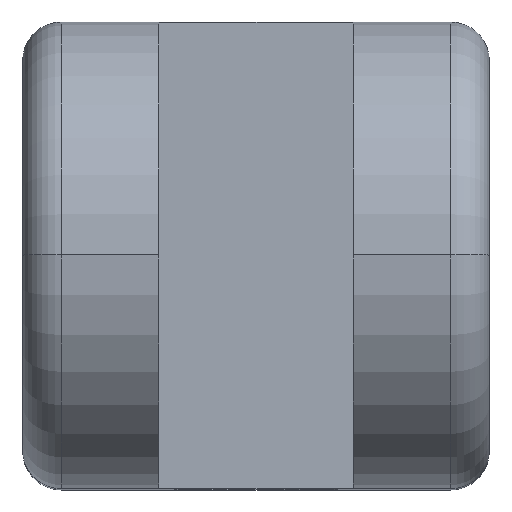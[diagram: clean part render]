
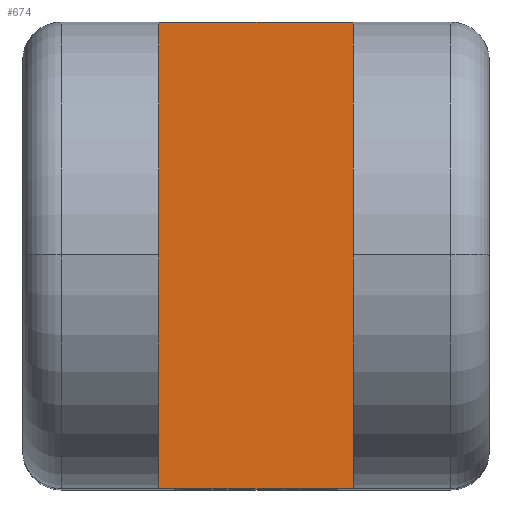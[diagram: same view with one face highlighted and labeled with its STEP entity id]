
A CAD part, top view. The second image highlights one B-rep face of the part: STEP entity #674.
In plain terms, the highlighted planar face has unit normal (0, 0, 1).
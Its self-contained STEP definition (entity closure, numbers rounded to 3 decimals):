
#21 = ORIENTED_EDGE ( 'NONE', *, *, #571, .T. ) ;
#30 = EDGE_CURVE ( 'NONE', #342, #215, #458, .T. ) ;
#58 = AXIS2_PLACEMENT_3D ( 'NONE', #165, #574, #687 ) ;
#68 = DIRECTION ( 'NONE',  ( 0., 1., 0. ) ) ;
#70 = EDGE_CURVE ( 'NONE', #342, #718, #589, .T. ) ;
#73 = LINE ( 'NONE', #283, #326 ) ;
#165 = CARTESIAN_POINT ( 'NONE',  ( 3.5, -0.001, -10. ) ) ;
#215 = VERTEX_POINT ( 'NONE', #802 ) ;
#232 = ORIENTED_EDGE ( 'NONE', *, *, #837, .F. ) ;
#235 = PLANE ( 'NONE',  #58 ) ;
#242 = FACE_OUTER_BOUND ( 'NONE', #842, .T. ) ;
#283 = CARTESIAN_POINT ( 'NONE',  ( 3.5, 12., -10. ) ) ;
#296 = CARTESIAN_POINT ( 'NONE',  ( 3.5, 12., -10. ) ) ;
#299 = CARTESIAN_POINT ( 'NONE',  ( 8.5, 12., -10. ) ) ;
#326 = VECTOR ( 'NONE', #412, 1000. ) ;
#336 = DIRECTION ( 'NONE',  ( -1., 0., 0. ) ) ;
#342 = VERTEX_POINT ( 'NONE', #835 ) ;
#381 = ORIENTED_EDGE ( 'NONE', *, *, #70, .T. ) ;
#412 = DIRECTION ( 'NONE',  ( -1., 0., 0. ) ) ;
#448 = DIRECTION ( 'NONE',  ( 0., 1., 0. ) ) ;
#454 = CARTESIAN_POINT ( 'NONE',  ( 3.5, -0.001, -10. ) ) ;
#458 = LINE ( 'NONE', #665, #650 ) ;
#543 = ORIENTED_EDGE ( 'NONE', *, *, #30, .F. ) ;
#571 = EDGE_CURVE ( 'NONE', #718, #686, #73, .T. ) ;
#574 = DIRECTION ( 'NONE',  ( 0., 0., -1. ) ) ;
#589 = LINE ( 'NONE', #792, #723 ) ;
#650 = VECTOR ( 'NONE', #336, 1000. ) ;
#665 = CARTESIAN_POINT ( 'NONE',  ( 3.5, 0., -10. ) ) ;
#674 = ADVANCED_FACE ( 'NONE', ( #242 ), #235, .F. ) ;
#683 = VECTOR ( 'NONE', #448, 1000. ) ;
#686 = VERTEX_POINT ( 'NONE', #296 ) ;
#687 = DIRECTION ( 'NONE',  ( -1., 0., 0. ) ) ;
#718 = VERTEX_POINT ( 'NONE', #299 ) ;
#723 = VECTOR ( 'NONE', #68, 1000. ) ;
#780 = LINE ( 'NONE', #454, #683 ) ;
#792 = CARTESIAN_POINT ( 'NONE',  ( 8.5, -0.001, -10. ) ) ;
#802 = CARTESIAN_POINT ( 'NONE',  ( 3.5, 0., -10. ) ) ;
#835 = CARTESIAN_POINT ( 'NONE',  ( 8.5, 0., -10. ) ) ;
#837 = EDGE_CURVE ( 'NONE', #215, #686, #780, .T. ) ;
#842 = EDGE_LOOP ( 'NONE', ( #381, #21, #232, #543 ) ) ;
